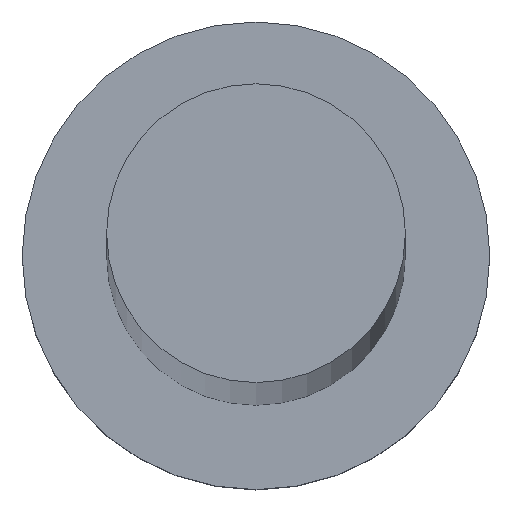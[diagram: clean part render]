
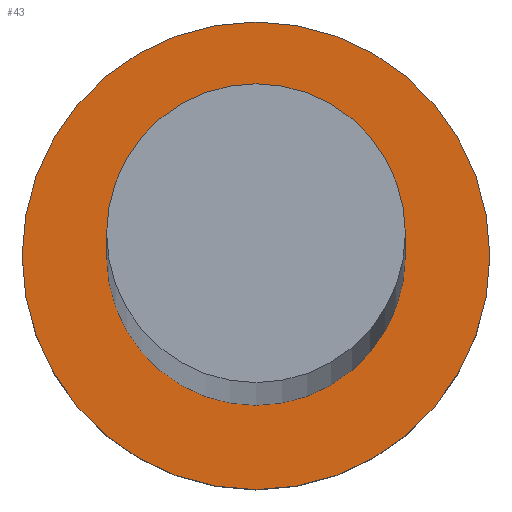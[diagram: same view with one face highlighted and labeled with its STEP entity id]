
A CAD part, top view. The second image highlights one B-rep face of the part: STEP entity #43.
In plain terms, the highlighted planar face has unit normal (0, 0, 1).
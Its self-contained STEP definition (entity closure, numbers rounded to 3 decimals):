
#4 = CARTESIAN_POINT ( 'NONE',  ( 0., 0., 7. ) ) ;
#7 = ORIENTED_EDGE ( 'NONE', *, *, #130, .F. ) ;
#28 = EDGE_LOOP ( 'NONE', ( #143, #7 ) ) ;
#31 = DIRECTION ( 'NONE',  ( 0., 0., 1. ) ) ;
#35 = DIRECTION ( 'NONE',  ( 1., 0., 0. ) ) ;
#43 = ADVANCED_FACE ( 'NONE', ( #66, #224 ), #219, .T. ) ;
#49 = ORIENTED_EDGE ( 'NONE', *, *, #171, .T. ) ;
#51 = CIRCLE ( 'NONE', #243, 9. ) ;
#66 = FACE_BOUND ( 'NONE', #28, .T. ) ;
#70 = AXIS2_PLACEMENT_3D ( 'NONE', #241, #31, #161 ) ;
#73 = VERTEX_POINT ( 'NONE', #204 ) ;
#85 = CIRCLE ( 'NONE', #195, 5.75 ) ;
#86 = CARTESIAN_POINT ( 'NONE',  ( 0., 0., 7. ) ) ;
#105 = EDGE_LOOP ( 'NONE', ( #49, #145 ) ) ;
#116 = DIRECTION ( 'NONE',  ( 1., 0., 0. ) ) ;
#118 = AXIS2_PLACEMENT_3D ( 'NONE', #133, #212, #116 ) ;
#119 = VERTEX_POINT ( 'NONE', #240 ) ;
#121 = DIRECTION ( 'NONE',  ( 1., 0., 0. ) ) ;
#122 = AXIS2_PLACEMENT_3D ( 'NONE', #4, #180, #121 ) ;
#124 = DIRECTION ( 'NONE',  ( 0., 0., 1. ) ) ;
#130 = EDGE_CURVE ( 'NONE', #73, #165, #158, .T. ) ;
#133 = CARTESIAN_POINT ( 'NONE',  ( 0., 0., 7. ) ) ;
#143 = ORIENTED_EDGE ( 'NONE', *, *, #222, .F. ) ;
#145 = ORIENTED_EDGE ( 'NONE', *, *, #147, .T. ) ;
#147 = EDGE_CURVE ( 'NONE', #119, #201, #51, .T. ) ;
#158 = CIRCLE ( 'NONE', #70, 5.75 ) ;
#161 = DIRECTION ( 'NONE',  ( 1., 0., 0. ) ) ;
#165 = VERTEX_POINT ( 'NONE', #192 ) ;
#171 = EDGE_CURVE ( 'NONE', #201, #119, #232, .T. ) ;
#176 = CARTESIAN_POINT ( 'NONE',  ( -9., 0., 7. ) ) ;
#180 = DIRECTION ( 'NONE',  ( 0., 0., 1. ) ) ;
#192 = CARTESIAN_POINT ( 'NONE',  ( -5.75, 0., 7. ) ) ;
#195 = AXIS2_PLACEMENT_3D ( 'NONE', #252, #231, #35 ) ;
#201 = VERTEX_POINT ( 'NONE', #176 ) ;
#203 = DIRECTION ( 'NONE',  ( 1., 0., 0. ) ) ;
#204 = CARTESIAN_POINT ( 'NONE',  ( 5.75, 0., 7. ) ) ;
#212 = DIRECTION ( 'NONE',  ( 0., 0., 1. ) ) ;
#219 = PLANE ( 'NONE',  #122 ) ;
#222 = EDGE_CURVE ( 'NONE', #165, #73, #85, .T. ) ;
#224 = FACE_OUTER_BOUND ( 'NONE', #105, .T. ) ;
#231 = DIRECTION ( 'NONE',  ( 0., 0., 1. ) ) ;
#232 = CIRCLE ( 'NONE', #118, 9. ) ;
#240 = CARTESIAN_POINT ( 'NONE',  ( 9., 0., 7. ) ) ;
#241 = CARTESIAN_POINT ( 'NONE',  ( 0., 0., 7. ) ) ;
#243 = AXIS2_PLACEMENT_3D ( 'NONE', #86, #124, #203 ) ;
#252 = CARTESIAN_POINT ( 'NONE',  ( 0., 0., 7. ) ) ;
